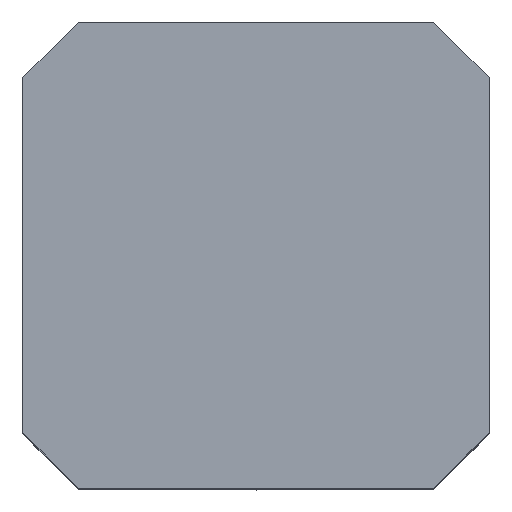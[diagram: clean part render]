
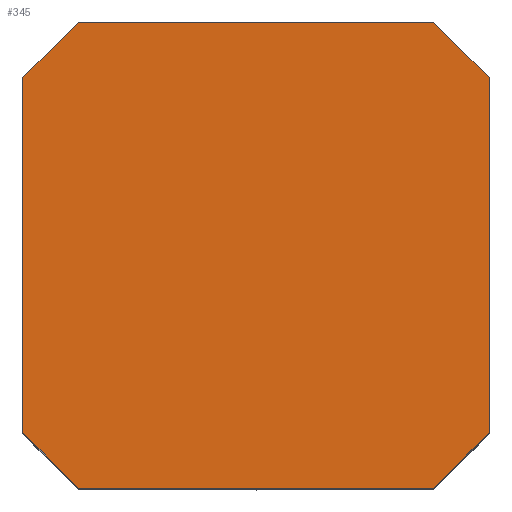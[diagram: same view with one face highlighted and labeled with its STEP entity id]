
A CAD part, top view. The second image highlights one B-rep face of the part: STEP entity #345.
In plain terms, the highlighted planar face has unit normal (0, 0, 1).
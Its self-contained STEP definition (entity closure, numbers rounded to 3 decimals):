
#21 = VERTEX_POINT ( 'NONE', #390 ) ;
#38 = AXIS2_PLACEMENT_3D ( 'NONE', #619, #507, #1243 ) ;
#54 = ORIENTED_EDGE ( 'NONE', *, *, #90, .T. ) ;
#90 = EDGE_CURVE ( 'NONE', #21, #516, #257, .T. ) ;
#114 = CARTESIAN_POINT ( 'NONE',  ( 21.15, 21.15, 48. ) ) ;
#123 = VECTOR ( 'NONE', #671, 1000. ) ;
#126 = EDGE_CURVE ( 'NONE', #659, #1065, #759, .T. ) ;
#134 = EDGE_CURVE ( 'NONE', #174, #659, #468, .T. ) ;
#144 = LINE ( 'NONE', #1059, #687 ) ;
#174 = VERTEX_POINT ( 'NONE', #757 ) ;
#211 = ORIENTED_EDGE ( 'NONE', *, *, #1165, .T. ) ;
#257 = LINE ( 'NONE', #480, #498 ) ;
#269 = CARTESIAN_POINT ( 'NONE',  ( -21.15, -21.15, 48. ) ) ;
#345 = ADVANCED_FACE ( 'NONE', ( #1112 ), #696, .T. ) ;
#346 = ORIENTED_EDGE ( 'NONE', *, *, #1290, .T. ) ;
#357 = DIRECTION ( 'NONE',  ( 0.707, -0.707, 0. ) ) ;
#364 = CARTESIAN_POINT ( 'NONE',  ( -18.65, 18.65, 48. ) ) ;
#374 = ORIENTED_EDGE ( 'NONE', *, *, #1276, .T. ) ;
#390 = CARTESIAN_POINT ( 'NONE',  ( 21.15, 16.15, 48. ) ) ;
#445 = DIRECTION ( 'NONE',  ( -1., 0., 0. ) ) ;
#461 = VECTOR ( 'NONE', #357, 1000. ) ;
#468 = LINE ( 'NONE', #364, #1139 ) ;
#470 = LINE ( 'NONE', #269, #123 ) ;
#472 = LINE ( 'NONE', #1283, #461 ) ;
#480 = CARTESIAN_POINT ( 'NONE',  ( 18.65, 18.65, 48. ) ) ;
#498 = VECTOR ( 'NONE', #668, 1000. ) ;
#503 = EDGE_CURVE ( 'NONE', #1232, #646, #470, .T. ) ;
#507 = DIRECTION ( 'NONE',  ( 0., 0., 1. ) ) ;
#516 = VERTEX_POINT ( 'NONE', #1002 ) ;
#550 = CARTESIAN_POINT ( 'NONE',  ( 18.65, -18.65, 48. ) ) ;
#597 = ORIENTED_EDGE ( 'NONE', *, *, #126, .T. ) ;
#619 = CARTESIAN_POINT ( 'NONE',  ( 0., 0., 48. ) ) ;
#646 = VERTEX_POINT ( 'NONE', #895 ) ;
#659 = VERTEX_POINT ( 'NONE', #1300 ) ;
#668 = DIRECTION ( 'NONE',  ( -0.707, 0.707, 0. ) ) ;
#671 = DIRECTION ( 'NONE',  ( 1., 0., 0. ) ) ;
#675 = ORIENTED_EDGE ( 'NONE', *, *, #714, .T. ) ;
#676 = CARTESIAN_POINT ( 'NONE',  ( -21.15, -16.15, 48. ) ) ;
#682 = VECTOR ( 'NONE', #964, 1000. ) ;
#687 = VECTOR ( 'NONE', #445, 1000. ) ;
#696 = PLANE ( 'NONE',  #38 ) ;
#714 = EDGE_CURVE ( 'NONE', #976, #21, #917, .T. ) ;
#738 = DIRECTION ( 'NONE',  ( 0., 1., 0. ) ) ;
#751 = DIRECTION ( 'NONE',  ( 0.707, 0.707, 0. ) ) ;
#757 = CARTESIAN_POINT ( 'NONE',  ( -16.15, 21.15, 48. ) ) ;
#759 = LINE ( 'NONE', #774, #682 ) ;
#774 = CARTESIAN_POINT ( 'NONE',  ( -21.15, 21.15, 48. ) ) ;
#780 = EDGE_LOOP ( 'NONE', ( #597, #211, #811, #374, #675, #54, #346, #882 ) ) ;
#811 = ORIENTED_EDGE ( 'NONE', *, *, #503, .T. ) ;
#843 = LINE ( 'NONE', #550, #877 ) ;
#863 = DIRECTION ( 'NONE',  ( -0.707, -0.707, 0. ) ) ;
#877 = VECTOR ( 'NONE', #751, 1000. ) ;
#882 = ORIENTED_EDGE ( 'NONE', *, *, #134, .T. ) ;
#895 = CARTESIAN_POINT ( 'NONE',  ( 16.15, -21.15, 48. ) ) ;
#917 = LINE ( 'NONE', #114, #1000 ) ;
#964 = DIRECTION ( 'NONE',  ( 0., -1., 0. ) ) ;
#976 = VERTEX_POINT ( 'NONE', #1249 ) ;
#1000 = VECTOR ( 'NONE', #738, 1000. ) ;
#1002 = CARTESIAN_POINT ( 'NONE',  ( 16.15, 21.15, 48. ) ) ;
#1059 = CARTESIAN_POINT ( 'NONE',  ( -21.15, 21.15, 48. ) ) ;
#1065 = VERTEX_POINT ( 'NONE', #676 ) ;
#1112 = FACE_OUTER_BOUND ( 'NONE', #780, .T. ) ;
#1139 = VECTOR ( 'NONE', #863, 1000. ) ;
#1165 = EDGE_CURVE ( 'NONE', #1065, #1232, #472, .T. ) ;
#1232 = VERTEX_POINT ( 'NONE', #1269 ) ;
#1243 = DIRECTION ( 'NONE',  ( 1., 0., 0. ) ) ;
#1249 = CARTESIAN_POINT ( 'NONE',  ( 21.15, -16.15, 48. ) ) ;
#1269 = CARTESIAN_POINT ( 'NONE',  ( -16.15, -21.15, 48. ) ) ;
#1276 = EDGE_CURVE ( 'NONE', #646, #976, #843, .T. ) ;
#1283 = CARTESIAN_POINT ( 'NONE',  ( -18.65, -18.65, 48. ) ) ;
#1290 = EDGE_CURVE ( 'NONE', #516, #174, #144, .T. ) ;
#1300 = CARTESIAN_POINT ( 'NONE',  ( -21.15, 16.15, 48. ) ) ;
